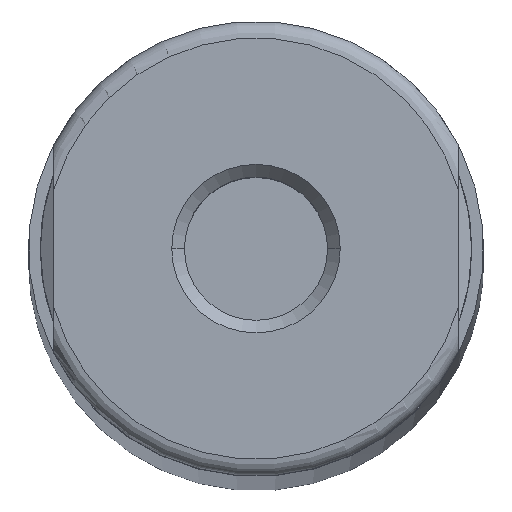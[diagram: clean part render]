
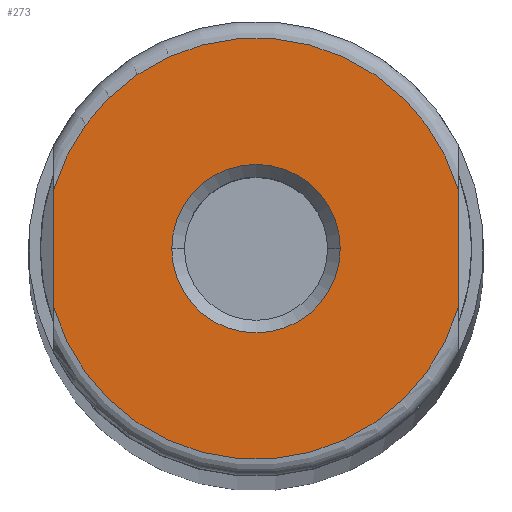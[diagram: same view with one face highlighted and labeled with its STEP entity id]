
A CAD part, top view. The second image highlights one B-rep face of the part: STEP entity #273.
In plain terms, the highlighted planar face has unit normal (0, 0, 1).
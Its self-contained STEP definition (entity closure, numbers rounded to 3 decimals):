
#7 = EDGE_CURVE ( 'NONE', #37, #35, #597, .T. ) ;
#35 = VERTEX_POINT ( 'NONE', #415 ) ;
#37 = VERTEX_POINT ( 'NONE', #414 ) ;
#273 = ADVANCED_FACE ( 'NONE', ( #948, #947 ), #946, .F. ) ;
#274 = EDGE_LOOP ( 'NONE', ( #318, #320 ) ) ;
#276 = VERTEX_POINT ( 'NONE', #941 ) ;
#277 = VERTEX_POINT ( 'NONE', #940 ) ;
#278 = ORIENTED_EDGE ( 'NONE', *, *, #279, .T. ) ;
#279 = EDGE_CURVE ( 'NONE', #277, #317, #939, .T. ) ;
#280 = ORIENTED_EDGE ( 'NONE', *, *, #316, .T. ) ;
#281 = ORIENTED_EDGE ( 'NONE', *, *, #282, .F. ) ;
#282 = EDGE_CURVE ( 'NONE', #276, #301, #989, .T. ) ;
#301 = VERTEX_POINT ( 'NONE', #1005 ) ;
#316 = EDGE_CURVE ( 'NONE', #317, #301, #842, .T. ) ;
#317 = VERTEX_POINT ( 'NONE', #837 ) ;
#318 = ORIENTED_EDGE ( 'NONE', *, *, #319, .F. ) ;
#319 = EDGE_CURVE ( 'NONE', #35, #37, #879, .T. ) ;
#320 = ORIENTED_EDGE ( 'NONE', *, *, #7, .F. ) ;
#321 = EDGE_LOOP ( 'NONE', ( #322, #278, #280, #281 ) ) ;
#322 = ORIENTED_EDGE ( 'NONE', *, *, #323, .T. ) ;
#323 = EDGE_CURVE ( 'NONE', #276, #277, #874, .T. ) ;
#414 = CARTESIAN_POINT ( 'NONE',  ( -5., 0., 0. ) ) ;
#415 = CARTESIAN_POINT ( 'NONE',  ( 5., 0., 0. ) ) ;
#593 = DIRECTION ( 'NONE',  ( 1., 0., 0. ) ) ;
#594 = DIRECTION ( 'NONE',  ( 0., 0., 1. ) ) ;
#595 = CARTESIAN_POINT ( 'NONE',  ( 0., 0., 0. ) ) ;
#596 = AXIS2_PLACEMENT_3D ( 'NONE', #595, #594, #593 ) ;
#597 = CIRCLE ( 'NONE', #596, 5. ) ;
#837 = CARTESIAN_POINT ( 'NONE',  ( 12., 3.5, 0. ) ) ;
#838 = DIRECTION ( 'NONE',  ( 1., 0., 0. ) ) ;
#839 = DIRECTION ( 'NONE',  ( 0., 0., 1. ) ) ;
#840 = CARTESIAN_POINT ( 'NONE',  ( 0., 0., 0. ) ) ;
#841 = AXIS2_PLACEMENT_3D ( 'NONE', #840, #839, #838 ) ;
#842 = CIRCLE ( 'NONE', #841, 12.5 ) ;
#870 = DIRECTION ( 'NONE',  ( 1., 0., 0. ) ) ;
#871 = DIRECTION ( 'NONE',  ( 0., 0., 1. ) ) ;
#872 = CARTESIAN_POINT ( 'NONE',  ( 0., 0., 0. ) ) ;
#873 = AXIS2_PLACEMENT_3D ( 'NONE', #872, #871, #870 ) ;
#874 = CIRCLE ( 'NONE', #873, 12.5 ) ;
#875 = DIRECTION ( 'NONE',  ( 1., 0., 0. ) ) ;
#876 = DIRECTION ( 'NONE',  ( 0., 0., 1. ) ) ;
#877 = CARTESIAN_POINT ( 'NONE',  ( 0., 0., 0. ) ) ;
#878 = AXIS2_PLACEMENT_3D ( 'NONE', #877, #876, #875 ) ;
#879 = CIRCLE ( 'NONE', #878, 5. ) ;
#936 = DIRECTION ( 'NONE',  ( 0., 1., 0. ) ) ;
#937 = VECTOR ( 'NONE', #936, 1000. ) ;
#938 = CARTESIAN_POINT ( 'NONE',  ( 12., -13.5, 0. ) ) ;
#939 = LINE ( 'NONE', #938, #937 ) ;
#940 = CARTESIAN_POINT ( 'NONE',  ( 12., -3.5, 0. ) ) ;
#941 = CARTESIAN_POINT ( 'NONE',  ( -12., -3.5, 0. ) ) ;
#942 = DIRECTION ( 'NONE',  ( -1., 0., 0. ) ) ;
#943 = DIRECTION ( 'NONE',  ( 0., 0., -1. ) ) ;
#944 = CARTESIAN_POINT ( 'NONE',  ( 0., 0., 0. ) ) ;
#945 = AXIS2_PLACEMENT_3D ( 'NONE', #944, #943, #942 ) ;
#946 = PLANE ( 'NONE',  #945 ) ;
#947 = FACE_OUTER_BOUND ( 'NONE', #321, .T. ) ;
#948 = FACE_BOUND ( 'NONE', #274, .T. ) ;
#986 = DIRECTION ( 'NONE',  ( 0., 1., 0. ) ) ;
#987 = VECTOR ( 'NONE', #986, 1000. ) ;
#988 = CARTESIAN_POINT ( 'NONE',  ( -12., -13.5, 0. ) ) ;
#989 = LINE ( 'NONE', #988, #987 ) ;
#1005 = CARTESIAN_POINT ( 'NONE',  ( -12., 3.5, 0. ) ) ;
